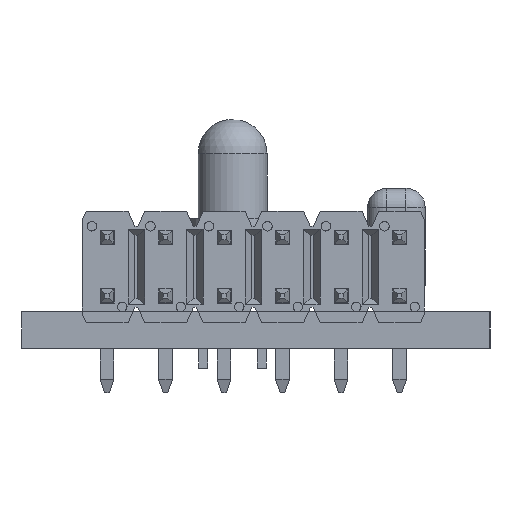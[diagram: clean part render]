
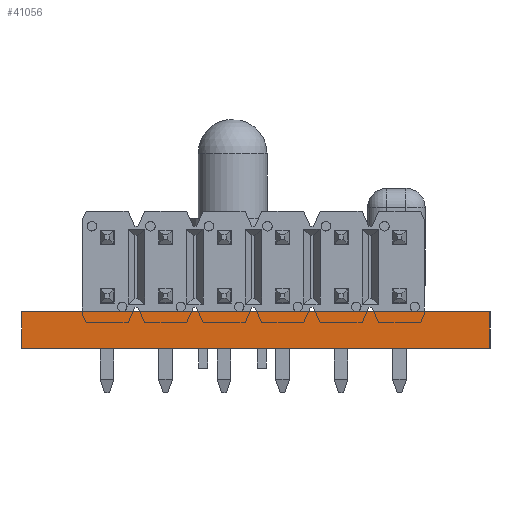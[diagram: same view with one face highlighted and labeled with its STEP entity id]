
A CAD part, left-side view. The second image highlights one B-rep face of the part: STEP entity #41056.
In plain terms, the highlighted planar face has unit normal (-1, 0, 0).
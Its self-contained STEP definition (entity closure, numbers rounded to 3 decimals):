
#40940 = EDGE_CURVE('',#40941,#40943,#40945,.T.);
#40941 = VERTEX_POINT('',#40942);
#40942 = CARTESIAN_POINT('',(0.,20.32,0.));
#40943 = VERTEX_POINT('',#40944);
#40944 = CARTESIAN_POINT('',(0.,20.32,1.6));
#40945 = SURFACE_CURVE('',#40946,(#40950,#40962),.PCURVE_S1.);
#40946 = LINE('',#40947,#40948);
#40947 = CARTESIAN_POINT('',(0.,20.32,0.));
#40948 = VECTOR('',#40949,1.);
#40949 = DIRECTION('',(0.,0.,1.));
#40950 = PCURVE('',#40951,#40956);
#40951 = PLANE('',#40952);
#40952 = AXIS2_PLACEMENT_3D('',#40953,#40954,#40955);
#40953 = CARTESIAN_POINT('',(0.,20.32,0.));
#40954 = DIRECTION('',(0.,1.,0.));
#40955 = DIRECTION('',(1.,0.,0.));
#40956 = DEFINITIONAL_REPRESENTATION('',(#40957),#40961);
#40957 = LINE('',#40958,#40959);
#40958 = CARTESIAN_POINT('',(0.,0.));
#40959 = VECTOR('',#40960,1.);
#40960 = DIRECTION('',(0.,-1.));
#40961 = ( GEOMETRIC_REPRESENTATION_CONTEXT(2) 
PARAMETRIC_REPRESENTATION_CONTEXT() REPRESENTATION_CONTEXT('2D SPACE',''
  ) );
#40962 = PCURVE('',#40963,#40968);
#40963 = PLANE('',#40964);
#40964 = AXIS2_PLACEMENT_3D('',#40965,#40966,#40967);
#40965 = CARTESIAN_POINT('',(0.,0.,0.));
#40966 = DIRECTION('',(-1.,0.,0.));
#40967 = DIRECTION('',(0.,1.,0.));
#40968 = DEFINITIONAL_REPRESENTATION('',(#40969),#40973);
#40969 = LINE('',#40970,#40971);
#40970 = CARTESIAN_POINT('',(20.32,0.));
#40971 = VECTOR('',#40972,1.);
#40972 = DIRECTION('',(0.,-1.));
#40973 = ( GEOMETRIC_REPRESENTATION_CONTEXT(2) 
PARAMETRIC_REPRESENTATION_CONTEXT() REPRESENTATION_CONTEXT('2D SPACE',''
  ) );
#40991 = PLANE('',#40992);
#40992 = AXIS2_PLACEMENT_3D('',#40993,#40994,#40995);
#40993 = CARTESIAN_POINT('',(23.5,10.16,1.6));
#40994 = DIRECTION('',(0.,0.,-1.));
#40995 = DIRECTION('',(-1.,0.,0.));
#41045 = PLANE('',#41046);
#41046 = AXIS2_PLACEMENT_3D('',#41047,#41048,#41049);
#41047 = CARTESIAN_POINT('',(23.5,10.16,0.));
#41048 = DIRECTION('',(0.,0.,-1.));
#41049 = DIRECTION('',(-1.,0.,0.));
#41056 = ADVANCED_FACE('',(#41057),#40963,.T.);
#41057 = FACE_BOUND('',#41058,.T.);
#41058 = EDGE_LOOP('',(#41059,#41089,#41110,#41111));
#41059 = ORIENTED_EDGE('',*,*,#41060,.T.);
#41060 = EDGE_CURVE('',#41061,#41063,#41065,.T.);
#41061 = VERTEX_POINT('',#41062);
#41062 = CARTESIAN_POINT('',(0.,0.,0.));
#41063 = VERTEX_POINT('',#41064);
#41064 = CARTESIAN_POINT('',(0.,0.,1.6));
#41065 = SURFACE_CURVE('',#41066,(#41070,#41077),.PCURVE_S1.);
#41066 = LINE('',#41067,#41068);
#41067 = CARTESIAN_POINT('',(0.,0.,0.));
#41068 = VECTOR('',#41069,1.);
#41069 = DIRECTION('',(0.,0.,1.));
#41070 = PCURVE('',#40963,#41071);
#41071 = DEFINITIONAL_REPRESENTATION('',(#41072),#41076);
#41072 = LINE('',#41073,#41074);
#41073 = CARTESIAN_POINT('',(0.,0.));
#41074 = VECTOR('',#41075,1.);
#41075 = DIRECTION('',(0.,-1.));
#41076 = ( GEOMETRIC_REPRESENTATION_CONTEXT(2) 
PARAMETRIC_REPRESENTATION_CONTEXT() REPRESENTATION_CONTEXT('2D SPACE',''
  ) );
#41077 = PCURVE('',#41078,#41083);
#41078 = PLANE('',#41079);
#41079 = AXIS2_PLACEMENT_3D('',#41080,#41081,#41082);
#41080 = CARTESIAN_POINT('',(47.,0.,0.));
#41081 = DIRECTION('',(0.,-1.,0.));
#41082 = DIRECTION('',(-1.,0.,0.));
#41083 = DEFINITIONAL_REPRESENTATION('',(#41084),#41088);
#41084 = LINE('',#41085,#41086);
#41085 = CARTESIAN_POINT('',(47.,0.));
#41086 = VECTOR('',#41087,1.);
#41087 = DIRECTION('',(0.,-1.));
#41088 = ( GEOMETRIC_REPRESENTATION_CONTEXT(2) 
PARAMETRIC_REPRESENTATION_CONTEXT() REPRESENTATION_CONTEXT('2D SPACE',''
  ) );
#41089 = ORIENTED_EDGE('',*,*,#41090,.T.);
#41090 = EDGE_CURVE('',#41063,#40943,#41091,.T.);
#41091 = SURFACE_CURVE('',#41092,(#41096,#41103),.PCURVE_S1.);
#41092 = LINE('',#41093,#41094);
#41093 = CARTESIAN_POINT('',(0.,0.,1.6));
#41094 = VECTOR('',#41095,1.);
#41095 = DIRECTION('',(0.,1.,0.));
#41096 = PCURVE('',#40963,#41097);
#41097 = DEFINITIONAL_REPRESENTATION('',(#41098),#41102);
#41098 = LINE('',#41099,#41100);
#41099 = CARTESIAN_POINT('',(0.,-1.6));
#41100 = VECTOR('',#41101,1.);
#41101 = DIRECTION('',(1.,0.));
#41102 = ( GEOMETRIC_REPRESENTATION_CONTEXT(2) 
PARAMETRIC_REPRESENTATION_CONTEXT() REPRESENTATION_CONTEXT('2D SPACE',''
  ) );
#41103 = PCURVE('',#40991,#41104);
#41104 = DEFINITIONAL_REPRESENTATION('',(#41105),#41109);
#41105 = LINE('',#41106,#41107);
#41106 = CARTESIAN_POINT('',(23.5,-10.16));
#41107 = VECTOR('',#41108,1.);
#41108 = DIRECTION('',(0.,1.));
#41109 = ( GEOMETRIC_REPRESENTATION_CONTEXT(2) 
PARAMETRIC_REPRESENTATION_CONTEXT() REPRESENTATION_CONTEXT('2D SPACE',''
  ) );
#41110 = ORIENTED_EDGE('',*,*,#40940,.F.);
#41111 = ORIENTED_EDGE('',*,*,#41112,.F.);
#41112 = EDGE_CURVE('',#41061,#40941,#41113,.T.);
#41113 = SURFACE_CURVE('',#41114,(#41118,#41125),.PCURVE_S1.);
#41114 = LINE('',#41115,#41116);
#41115 = CARTESIAN_POINT('',(0.,0.,0.));
#41116 = VECTOR('',#41117,1.);
#41117 = DIRECTION('',(0.,1.,0.));
#41118 = PCURVE('',#40963,#41119);
#41119 = DEFINITIONAL_REPRESENTATION('',(#41120),#41124);
#41120 = LINE('',#41121,#41122);
#41121 = CARTESIAN_POINT('',(0.,0.));
#41122 = VECTOR('',#41123,1.);
#41123 = DIRECTION('',(1.,0.));
#41124 = ( GEOMETRIC_REPRESENTATION_CONTEXT(2) 
PARAMETRIC_REPRESENTATION_CONTEXT() REPRESENTATION_CONTEXT('2D SPACE',''
  ) );
#41125 = PCURVE('',#41045,#41126);
#41126 = DEFINITIONAL_REPRESENTATION('',(#41127),#41131);
#41127 = LINE('',#41128,#41129);
#41128 = CARTESIAN_POINT('',(23.5,-10.16));
#41129 = VECTOR('',#41130,1.);
#41130 = DIRECTION('',(0.,1.));
#41131 = ( GEOMETRIC_REPRESENTATION_CONTEXT(2) 
PARAMETRIC_REPRESENTATION_CONTEXT() REPRESENTATION_CONTEXT('2D SPACE',''
  ) );
